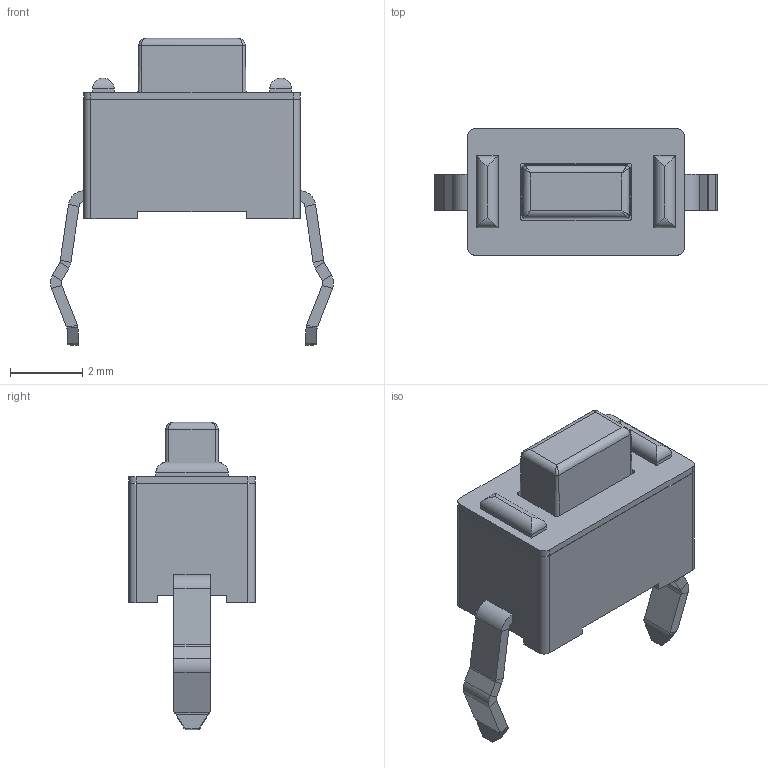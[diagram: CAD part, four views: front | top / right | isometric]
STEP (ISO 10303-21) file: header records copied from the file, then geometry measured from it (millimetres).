
FILE_DESCRIPTION (( 'STEP AP214' ), '1' );
FILE_NAME ('SW-TH_L6.0-W3.6-P6.50.step', '2022-07-26T17:14:05', ( '' ), ( '' ), 'SwSTEP 2.0', 'SolidWorks 2020', '' );
FILE_SCHEMA (( 'AUTOMOTIVE_DESIGN' ));
Length unit declared in the file: millimetre
Products named in the file (1): SW-TH_L6.0-W3.6-P6.50
Bounding box: 7.84 x 3.5 x 8.51 mm (x, y, z)
Volume: 79.7 mm3; surface area: 185.1 mm2
Topology: 17 solids, 17 shells, 435 faces, 1113 edges, 718 vertices
Faces by surface type: plane 271, bspline 116, cylinder 44, cone 4
Entity records: 19209 total; most frequent: CARTESIAN_POINT 5379, ORIENTED_EDGE 2218, DIRECTION 1541, EDGE_CURVE 1109, VECTOR 789, LINE 789, VERTEX_POINT 718, EDGE_LOOP 459
